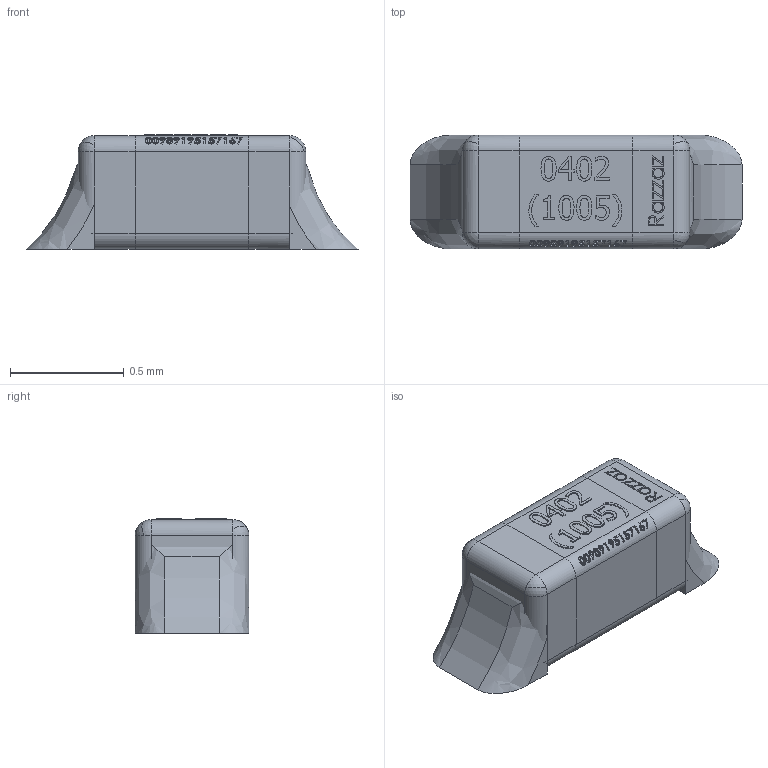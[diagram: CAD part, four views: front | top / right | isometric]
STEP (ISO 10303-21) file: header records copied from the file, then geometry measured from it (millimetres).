
FILE_DESCRIPTION (( 'STEP AP214' ), '1' );
FILE_NAME ('User Library-User Library-0402_Res1.STEP', '2019-10-22T00:54:17', ( '' ), ( '' ), 'SwSTEP 2.0', 'SolidWorks 2019', '' );
FILE_SCHEMA (( 'AUTOMOTIVE_DESIGN' ));
Length unit declared in the file: millimetre
Products named in the file (1): User Library-User Library-0402_Res1
Bounding box: 1.46 x 0.5 x 0.51 mm (x, y, z)
Volume: 0.3 mm3; surface area: 4.7 mm2
Topology: 5 solids, 5 shells, 447 faces, 1157 edges, 766 vertices
Faces by surface type: bspline 219, plane 166, cylinder 46, sphere 16
Entity records: 18583 total; most frequent: CARTESIAN_POINT 6935, ORIENTED_EDGE 2314, DIRECTION 1232, EDGE_CURVE 1157, VERTEX_POINT 766, LINE 598, VECTOR 598, EDGE_LOOP 493
